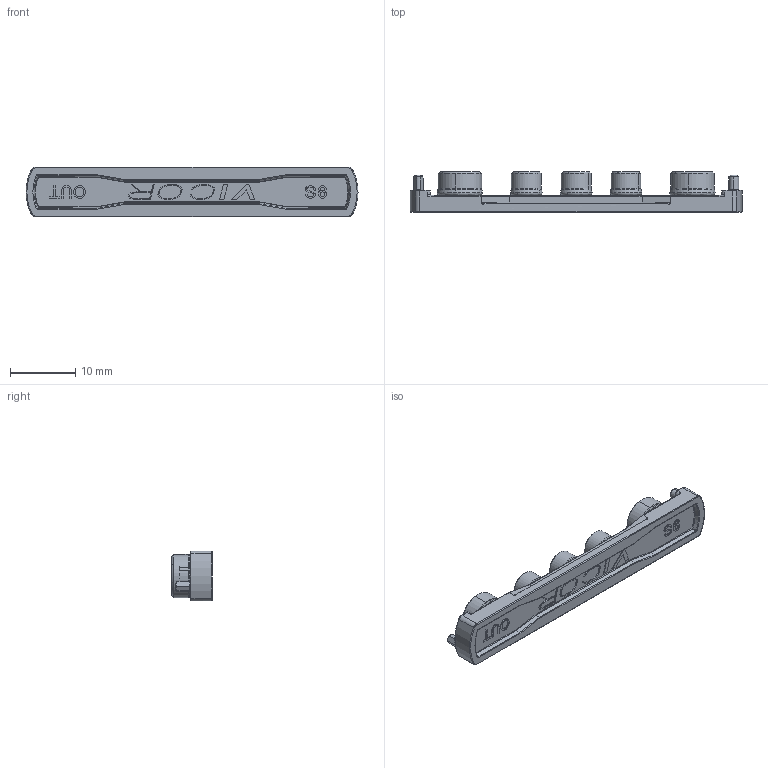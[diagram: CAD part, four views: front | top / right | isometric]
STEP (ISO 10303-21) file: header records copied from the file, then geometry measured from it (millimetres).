
FILE_DESCRIPTION (( 'STEP AP214' ), '1' );
FILE_NAME ('18374_18382_18362_18483-01-Output.STEP', '2012-08-16T14:58:14', ( 'Vicor User' ), ( 'Microsoft' ), 'SwSTEP 2.0', 'SolidWorks 2012', '' );
FILE_SCHEMA (( 'AUTOMOTIVE_DESIGN' ));
Length unit declared in the file: inch
Products named in the file (1): 18374_18382_18362_18483-01-Output
Bounding box: 50.8 x 6.17 x 7.62 mm (x, y, z)
Volume: 1193.4 mm3; surface area: 1856.8 mm2
Topology: 1 solids, 1 shells, 983 faces, 2811 edges, 1781 vertices
Faces by surface type: plane 527, bspline 299, cylinder 88, cone 69
Entity records: 52752 total; most frequent: CARTESIAN_POINT 16411, ORIENTED_EDGE 5534, DIRECTION 3973, EDGE_CURVE 2767, VERTEX_POINT 1781, VECTOR 1571, LINE 1571, AXIS2_PLACEMENT_3D 1201
